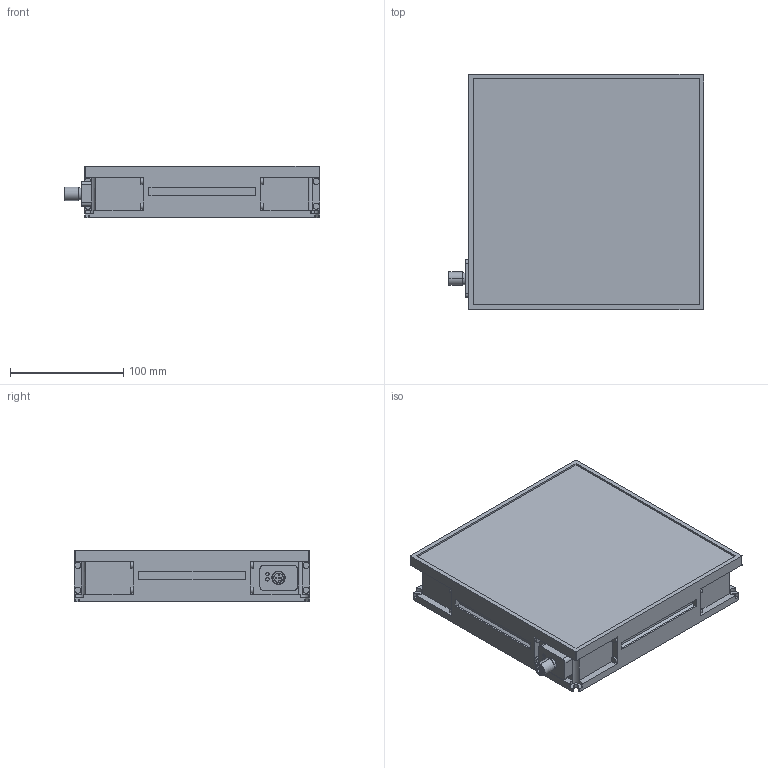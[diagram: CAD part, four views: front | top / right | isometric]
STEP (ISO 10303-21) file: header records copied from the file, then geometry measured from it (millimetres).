
FILE_DESCRIPTION (( 'STEP AP214' ), '1' );
FILE_NAME ('OPT2418 and OPT2419_REV.STEP', '2023-03-07T12:28:09', ( '' ), ( '' ), 'SwSTEP 2.0', 'SolidWorks 2021', '' );
FILE_SCHEMA (( 'AUTOMOTIVE_DESIGN' ));
Length unit declared in the file: inch
Products named in the file (1): OPT2418 and OPT2419_REV
Bounding box: 225.9 x 208 x 45.5 mm (x, y, z)
Volume: 1745417.7 mm3; surface area: 141212.8 mm2
Topology: 1 solids, 1 shells, 242 faces, 609 edges, 402 vertices
Faces by surface type: plane 133, cylinder 97, cone 12
Entity records: 7331 total; most frequent: DIRECTION 1309, CARTESIAN_POINT 1254, ORIENTED_EDGE 1218, EDGE_CURVE 609, AXIS2_PLACEMENT_3D 457, VERTEX_POINT 402, VECTOR 395, LINE 395
